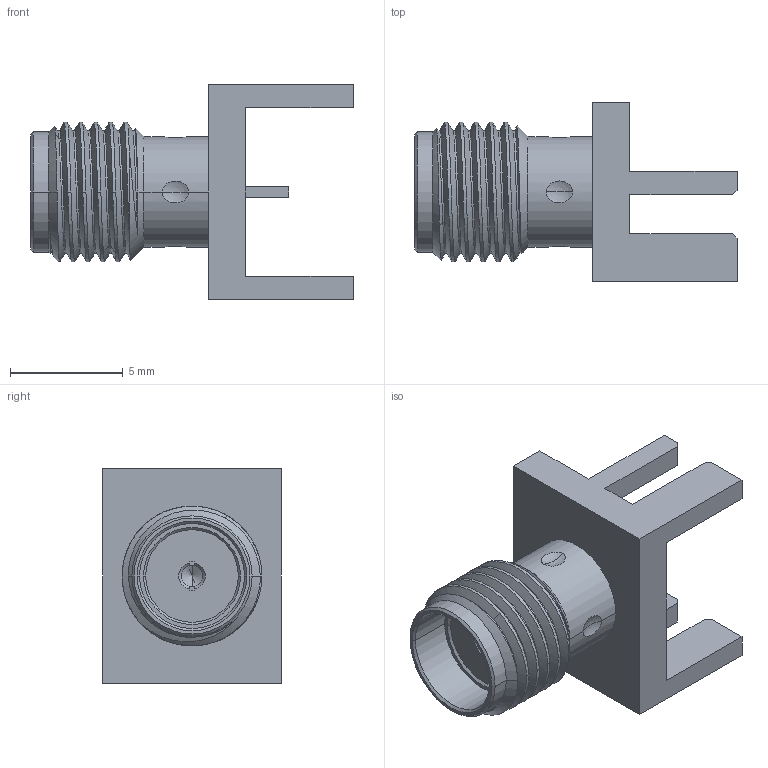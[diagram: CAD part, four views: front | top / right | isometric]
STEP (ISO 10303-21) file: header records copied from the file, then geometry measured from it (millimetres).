
FILE_DESCRIPTION((''),'2;1');
FILE_NAME('132357-11','2020-01-14T',('Viji'),(''),'CREO PARAMETRIC BY PTC INC, 2018360','CREO PARAMETRIC BY PTC INC, 2018360','');
FILE_SCHEMA(('CONFIG_CONTROL_DESIGN'));
Length unit declared in the file: inch
Products named in the file (1): 132357-11
Bounding box: 14.27 x 7.92 x 9.52 mm (x, y, z)
Volume: 293.6 mm3; surface area: 537.6 mm2
Topology: 1 solids, 1 shells, 98 faces, 254 edges, 157 vertices
Faces by surface type: plane 38, cylinder 25, cone 18, bspline 9, sphere 8
Entity records: 5582 total; most frequent: CARTESIAN_POINT 3267, ORIENTED_EDGE 488, DIRECTION 438, EDGE_CURVE 244, VERTEX_POINT 157, AXIS2_PLACEMENT_3D 152, VECTOR 134, LINE 134
